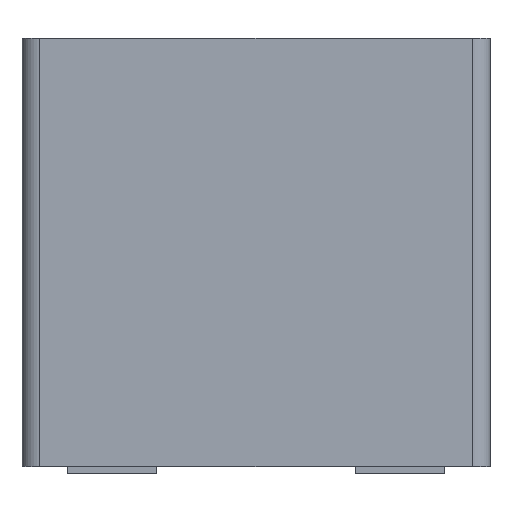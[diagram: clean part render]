
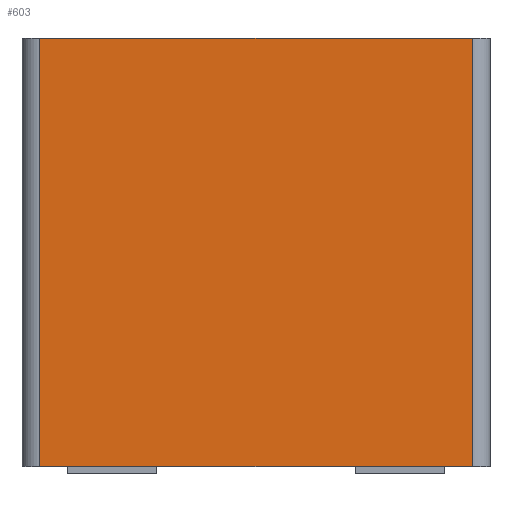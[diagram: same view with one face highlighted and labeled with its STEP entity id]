
A CAD part, top view. The second image highlights one B-rep face of the part: STEP entity #603.
In plain terms, the highlighted planar face has unit normal (0, 0, 1).
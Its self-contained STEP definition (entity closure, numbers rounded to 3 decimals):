
#112 = CARTESIAN_POINT ( 'NONE',  ( -3.03, 6., 3.38 ) ) ;
#117 = DIRECTION ( 'NONE',  ( 0., 1., 0. ) ) ;
#136 = VECTOR ( 'NONE', #211, 1000. ) ;
#199 = CARTESIAN_POINT ( 'NONE',  ( -3.03, 6.001, 3.38 ) ) ;
#200 = CARTESIAN_POINT ( 'NONE',  ( -3.28, 0., 3.38 ) ) ;
#205 = EDGE_CURVE ( 'NONE', #909, #892, #919, .T. ) ;
#206 = VECTOR ( 'NONE', #117, 1000. ) ;
#211 = DIRECTION ( 'NONE',  ( -1., 0., 0. ) ) ;
#230 = VECTOR ( 'NONE', #1021, 1000. ) ;
#281 = VECTOR ( 'NONE', #1061, 1000. ) ;
#282 = DIRECTION ( 'NONE',  ( -1., 0., 0. ) ) ;
#290 = EDGE_CURVE ( 'NONE', #931, #909, #613, .T. ) ;
#311 = CARTESIAN_POINT ( 'NONE',  ( 3.03, 0., 3.38 ) ) ;
#337 = CARTESIAN_POINT ( 'NONE',  ( -3.28, 6., 3.38 ) ) ;
#365 = CARTESIAN_POINT ( 'NONE',  ( 3.03, 6.001, 3.38 ) ) ;
#377 = LINE ( 'NONE', #199, #230 ) ;
#410 = CARTESIAN_POINT ( 'NONE',  ( 3.03, 6., 3.38 ) ) ;
#524 = LINE ( 'NONE', #410, #281 ) ;
#530 = DIRECTION ( 'NONE',  ( 0., 0., -1. ) ) ;
#563 = VERTEX_POINT ( 'NONE', #365 ) ;
#565 = CARTESIAN_POINT ( 'NONE',  ( -3.03, 0., 3.38 ) ) ;
#603 = ADVANCED_FACE ( 'NONE', ( #1013 ), #850, .F. ) ;
#613 = LINE ( 'NONE', #200, #136 ) ;
#674 = AXIS2_PLACEMENT_3D ( 'NONE', #337, #530, #282 ) ;
#706 = ORIENTED_EDGE ( 'NONE', *, *, #1040, .F. ) ;
#719 = ORIENTED_EDGE ( 'NONE', *, *, #290, .F. ) ;
#750 = ORIENTED_EDGE ( 'NONE', *, *, #777, .F. ) ;
#777 = EDGE_CURVE ( 'NONE', #892, #563, #377, .T. ) ;
#800 = ORIENTED_EDGE ( 'NONE', *, *, #205, .F. ) ;
#812 = CARTESIAN_POINT ( 'NONE',  ( -3.03, 6.001, 3.38 ) ) ;
#850 = PLANE ( 'NONE',  #674 ) ;
#888 = EDGE_LOOP ( 'NONE', ( #706, #750, #800, #719 ) ) ;
#892 = VERTEX_POINT ( 'NONE', #812 ) ;
#909 = VERTEX_POINT ( 'NONE', #565 ) ;
#919 = LINE ( 'NONE', #112, #206 ) ;
#931 = VERTEX_POINT ( 'NONE', #311 ) ;
#1013 = FACE_OUTER_BOUND ( 'NONE', #888, .T. ) ;
#1021 = DIRECTION ( 'NONE',  ( 1., 0., 0. ) ) ;
#1040 = EDGE_CURVE ( 'NONE', #563, #931, #524, .T. ) ;
#1061 = DIRECTION ( 'NONE',  ( 0., -1., 0. ) ) ;
